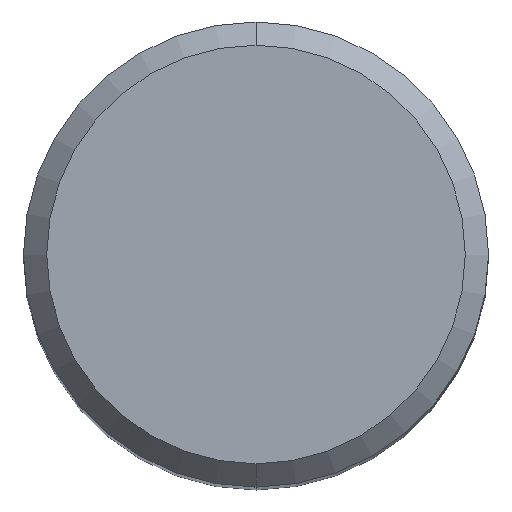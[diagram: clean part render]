
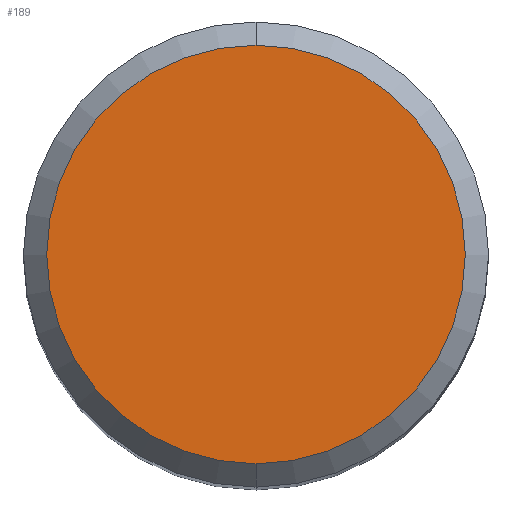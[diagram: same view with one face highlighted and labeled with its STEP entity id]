
A CAD part, top view. The second image highlights one B-rep face of the part: STEP entity #189.
In plain terms, the highlighted planar face has unit normal (0, 0, 1).
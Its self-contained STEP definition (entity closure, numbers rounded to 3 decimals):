
#189=ADVANCED_FACE('',(#489),#490,.T.);
#279=EDGE_CURVE('',#405,#337,#590,.T.);
#287=EDGE_CURVE('',#337,#405,#598,.T.);
#337=VERTEX_POINT('',#655);
#405=VERTEX_POINT('',#728);
#489=FACE_OUTER_BOUND('',#852,.T.);
#490=PLANE('',#853);
#590=CIRCLE('',#1084,5.4);
#598=CIRCLE('',#1093,5.4);
#655=CARTESIAN_POINT('',(0.,-5.4,0.0));
#728=CARTESIAN_POINT('',(0.0,5.4,0.0));
#852=EDGE_LOOP('',(#1492,#1493));
#853=AXIS2_PLACEMENT_3D('',#1494,#1495,#1496);
#1084=AXIS2_PLACEMENT_3D('',#1623,#1624,#1625);
#1093=AXIS2_PLACEMENT_3D('',#1626,#1627,#1628);
#1492=ORIENTED_EDGE('',*,*,#279,.F.);
#1493=ORIENTED_EDGE('',*,*,#287,.F.);
#1494=CARTESIAN_POINT('',(0.0,2.7,0.0));
#1495=DIRECTION('',(-0.0,0.0,1.0));
#1496=DIRECTION('',(0.0,-1.0,0.0));
#1623=CARTESIAN_POINT('',(0.0,0.0,0.0));
#1624=DIRECTION('',(0.0,0.0,-1.0));
#1625=DIRECTION('',(0.0,1.0,0.0));
#1626=CARTESIAN_POINT('',(0.0,0.0,0.0));
#1627=DIRECTION('',(0.0,0.0,-1.0));
#1628=DIRECTION('',(0.0,1.0,0.0));
